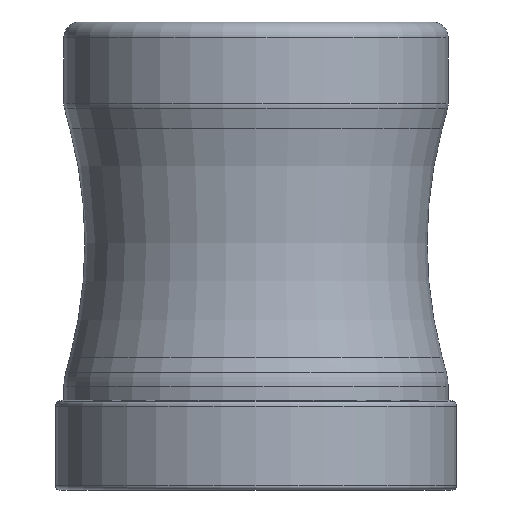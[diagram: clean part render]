
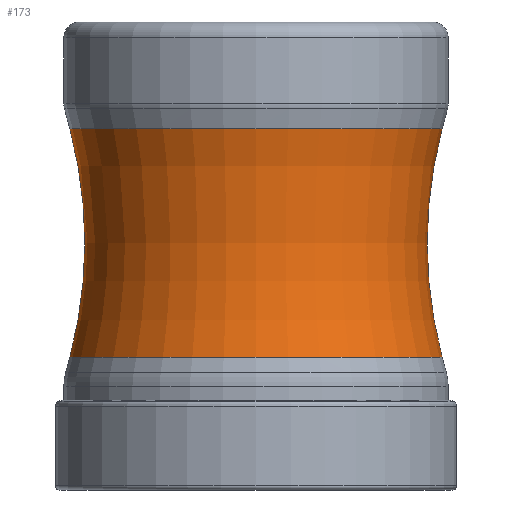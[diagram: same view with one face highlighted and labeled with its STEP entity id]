
A CAD part, front view. The second image highlights one B-rep face of the part: STEP entity #173.
In plain terms, the highlighted toroidal (fillet/blend) face has major radius 58.204 mm and minor radius 41.948 mm.
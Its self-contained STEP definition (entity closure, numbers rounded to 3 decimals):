
#119=TOROIDAL_SURFACE('',#1684,58.204,41.948);
#173=ADVANCED_FACE('',(#273),#119,.F.);
#273=FACE_OUTER_BOUND('',#351,.T.);
#351=EDGE_LOOP('',(#558,#559,#560,#561,#562,#563));
#558=ORIENTED_EDGE('',*,*,#1047,.F.);
#559=ORIENTED_EDGE('',*,*,#1054,.T.);
#560=ORIENTED_EDGE('',*,*,#1053,.T.);
#561=ORIENTED_EDGE('',*,*,#1057,.F.);
#562=ORIENTED_EDGE('',*,*,#1056,.F.);
#563=ORIENTED_EDGE('',*,*,#1055,.F.);
#877=VERTEX_POINT('',#3484);
#878=VERTEX_POINT('',#3486);
#880=VERTEX_POINT('',#3496);
#881=VERTEX_POINT('',#3497);
#882=VERTEX_POINT('',#3499);
#883=VERTEX_POINT('',#3502);
#1047=EDGE_CURVE('',#877,#878,#1287,.T.);
#1053=EDGE_CURVE('',#882,#880,#1292,.T.);
#1054=EDGE_CURVE('',#877,#882,#1293,.T.);
#1055=EDGE_CURVE('',#878,#883,#1294,.T.);
#1056=EDGE_CURVE('',#883,#881,#1295,.T.);
#1057=EDGE_CURVE('',#881,#880,#1296,.T.);
#1287=CIRCLE('',#1670,17.686);
#1292=CIRCLE('',#1678,41.948);
#1293=CIRCLE('',#1679,41.948);
#1294=CIRCLE('',#1680,41.948);
#1295=CIRCLE('',#1681,41.948);
#1296=CIRCLE('',#1683,17.686);
#1670=AXIS2_PLACEMENT_3D('',#3485,#2016,#2017);
#1678=AXIS2_PLACEMENT_3D('',#3498,#2033,#2034);
#1679=AXIS2_PLACEMENT_3D('',#3500,#2035,#2036);
#1680=AXIS2_PLACEMENT_3D('',#3501,#2037,#2038);
#1681=AXIS2_PLACEMENT_3D('',#3503,#2039,#2040);
#1683=AXIS2_PLACEMENT_3D('',#3505,#2043,#2044);
#1684=AXIS2_PLACEMENT_3D('',#3506,#2045,#2046);
#2016=DIRECTION('',(0.,0.,-1.));
#2017=DIRECTION('',(1.,0.,0.));
#2033=DIRECTION('',(0.,1.,0.));
#2034=DIRECTION('',(-0.966,0.,0.259));
#2035=DIRECTION('',(0.,1.,0.));
#2036=DIRECTION('',(-1.,0.,0.));
#2037=DIRECTION('',(0.,-1.,0.));
#2038=DIRECTION('',(1.,0.,0.));
#2039=DIRECTION('',(0.,-1.,0.));
#2040=DIRECTION('',(0.966,0.,0.259));
#2043=DIRECTION('',(0.,0.,1.));
#2044=DIRECTION('',(-1.,0.,0.));
#2045=DIRECTION('',(0.,0.,-1.));
#2046=DIRECTION('',(-1.,0.,0.));
#3484=CARTESIAN_POINT('',(17.686,0.,-31.844));
#3485=CARTESIAN_POINT('',(0.,0.,-31.844));
#3486=CARTESIAN_POINT('',(-17.686,0.,-31.844));
#3496=CARTESIAN_POINT('',(17.686,0.,-10.13));
#3497=CARTESIAN_POINT('',(-17.686,0.,-10.13));
#3498=CARTESIAN_POINT('',(58.204,0.,-20.987));
#3499=CARTESIAN_POINT('',(16.256,0.,-20.987));
#3500=CARTESIAN_POINT('',(58.204,0.,-20.987));
#3501=CARTESIAN_POINT('',(-58.204,0.,-20.987));
#3502=CARTESIAN_POINT('',(-16.256,0.,-20.987));
#3503=CARTESIAN_POINT('',(-58.204,0.,-20.987));
#3505=CARTESIAN_POINT('',(0.,0.,-10.13));
#3506=CARTESIAN_POINT('',(0.,0.,-20.987));
